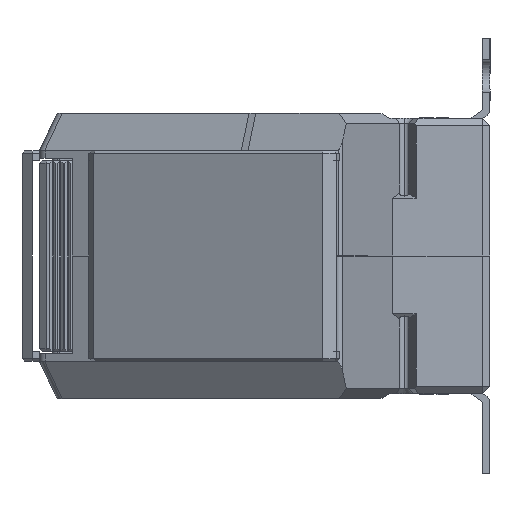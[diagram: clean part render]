
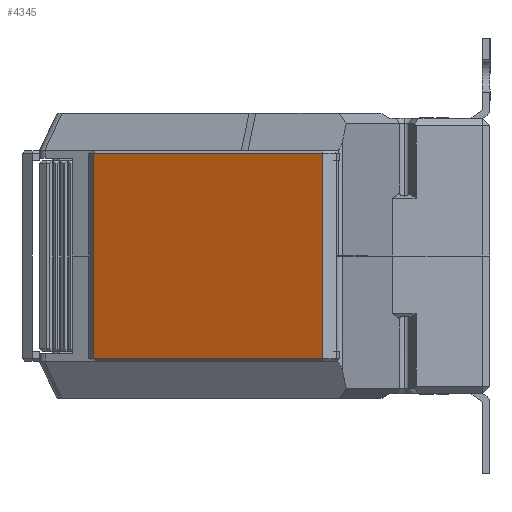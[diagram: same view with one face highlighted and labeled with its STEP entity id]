
A CAD part, left-side view. The second image highlights one B-rep face of the part: STEP entity #4345.
In plain terms, the highlighted face is planar.
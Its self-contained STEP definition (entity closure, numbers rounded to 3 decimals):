
#462 = CARTESIAN_POINT ( 'NONE',  ( -25.5, 3.5, 20.5 ) ) ;
#3695 = EDGE_CURVE ( 'NONE', #5138, #5232, #20506, .T. ) ;
#3698 = EDGE_CURVE ( 'NONE', #5423, #5138, #20477, .T. ) ;
#3699 = EDGE_CURVE ( 'NONE', #5139, #5423, #20519, .T. ) ;
#3700 = EDGE_CURVE ( 'NONE', #5232, #5139, #20523, .T. ) ;
#4345 = ADVANCED_FACE ( 'NONE', ( #31929 ), #34576, .F. ) ;
#5138 = VERTEX_POINT ( 'NONE', #38942 ) ;
#5139 = VERTEX_POINT ( 'NONE', #38936 ) ;
#5232 = VERTEX_POINT ( 'NONE', #39145 ) ;
#5423 = VERTEX_POINT ( 'NONE', #462 ) ;
#14223 = EDGE_LOOP ( 'NONE', ( #40228, #40057, #40094, #40100 ) ) ;
#20477 = LINE ( 'NONE', #30258, #20516 ) ;
#20506 = LINE ( 'NONE', #30254, #20507 ) ;
#20507 = VECTOR ( 'NONE', #30255, 1000. ) ;
#20516 = VECTOR ( 'NONE', #30261, 1000. ) ;
#20519 = LINE ( 'NONE', #30262, #20521 ) ;
#20521 = VECTOR ( 'NONE', #30263, 1000. ) ;
#20523 = LINE ( 'NONE', #30264, #20525 ) ;
#20525 = VECTOR ( 'NONE', #30265, 1000. ) ;
#26480 = AXIS2_PLACEMENT_3D ( 'NONE', #34579, #34585, #34586 ) ;
#30254 = CARTESIAN_POINT ( 'NONE',  ( 25.5, 3.5, 21. ) ) ;
#30255 = DIRECTION ( 'NONE',  ( 0., 0., -1. ) ) ;
#30258 = CARTESIAN_POINT ( 'NONE',  ( -27.5, 3.5, 20.5 ) ) ;
#30261 = DIRECTION ( 'NONE',  ( 1., 0., 0. ) ) ;
#30262 = CARTESIAN_POINT ( 'NONE',  ( -25.5, 3.5, 21. ) ) ;
#30263 = DIRECTION ( 'NONE',  ( 0., 0., 1. ) ) ;
#30264 = CARTESIAN_POINT ( 'NONE',  ( -27.5, 3.5, -20.5 ) ) ;
#30265 = DIRECTION ( 'NONE',  ( -1., 0., 0. ) ) ;
#31929 = FACE_OUTER_BOUND ( 'NONE', #14223, .T. ) ;
#34576 = PLANE ( 'NONE',  #26480 ) ;
#34579 = CARTESIAN_POINT ( 'NONE',  ( -27.5, 3.5, 21. ) ) ;
#34585 = DIRECTION ( 'NONE',  ( 0., -1., 0. ) ) ;
#34586 = DIRECTION ( 'NONE',  ( 0., 0., -1. ) ) ;
#38936 = CARTESIAN_POINT ( 'NONE',  ( -25.5, 3.5, -20.5 ) ) ;
#38942 = CARTESIAN_POINT ( 'NONE',  ( 25.5, 3.5, 20.5 ) ) ;
#39145 = CARTESIAN_POINT ( 'NONE',  ( 25.5, 3.5, -20.5 ) ) ;
#40057 = ORIENTED_EDGE ( 'NONE', *, *, #3698, .T. ) ;
#40094 = ORIENTED_EDGE ( 'NONE', *, *, #3695, .T. ) ;
#40100 = ORIENTED_EDGE ( 'NONE', *, *, #3700, .T. ) ;
#40228 = ORIENTED_EDGE ( 'NONE', *, *, #3699, .T. ) ;
